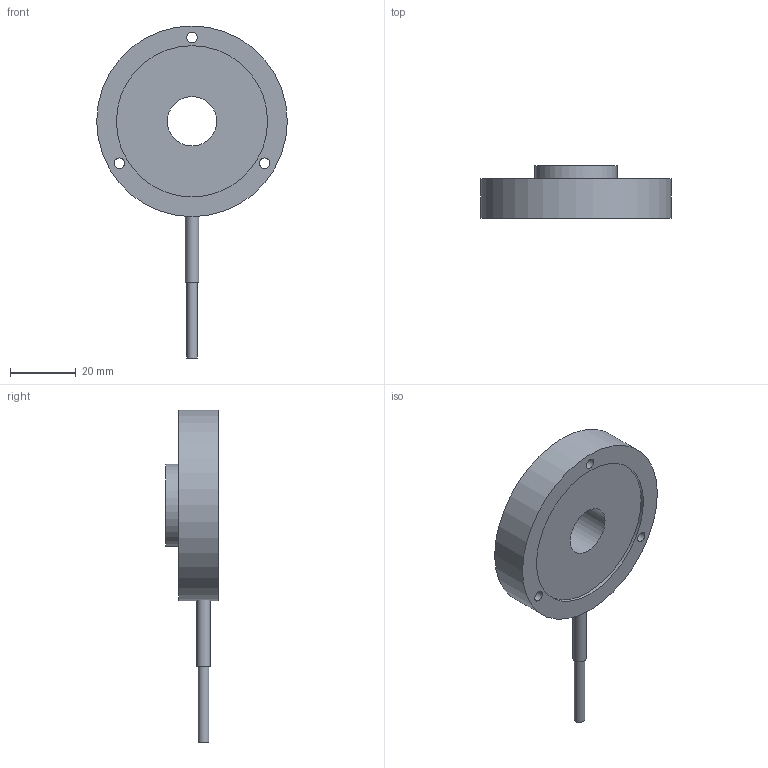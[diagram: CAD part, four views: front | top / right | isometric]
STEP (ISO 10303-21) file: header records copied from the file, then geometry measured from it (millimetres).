
FILE_DESCRIPTION( ( 'Unknown' ), '1' );
FILE_NAME( 'K2528-0_2-10kN.stp', 'Unknown', ( 'Unknown' ), ( 'Unknown' ), 'PSStep 17.0.49', 'Unknown', ' ' );
FILE_SCHEMA( ( 'AUTOMOTIVE_DESIGN { 1 0 10303 214 1 1 1 1 }' ) );
Length unit declared in the file: millimetre
Products named in the file (4): Assem1; 2528-001_doc-00003455; 2528-004_doc-00003494; 2528-005_doc-00003497
Assembly tree (3 placements, depth 2):
  Assem1
    2528-001_doc-00003455
    2528-004_doc-00003494
    2528-005_doc-00003497
Bounding box: 58 x 16 x 101 mm (x, y, z)
Volume: 27607.9 mm3; surface area: 10064.4 mm2
Topology: 3 solids, 3 shells, 21 faces, 40 edges, 28 vertices
Faces by surface type: cylinder 10, plane 9, torus 2
Full cylindrical faces by diameter (mm): 3.2 x4, 3.4 x1, 4.2 x1, 15 x1, 25 x1, 46 x1, 58 x1
Entity records: 702 total; most frequent: DIRECTION 96, CARTESIAN_POINT 71, AXIS2_PLACEMENT_3D 48, EDGE_LOOP 46, ORIENTED_EDGE 46, FACE_OUTER_BOUND 33, EDGE_CURVE 23, VERTEX_POINT 23
